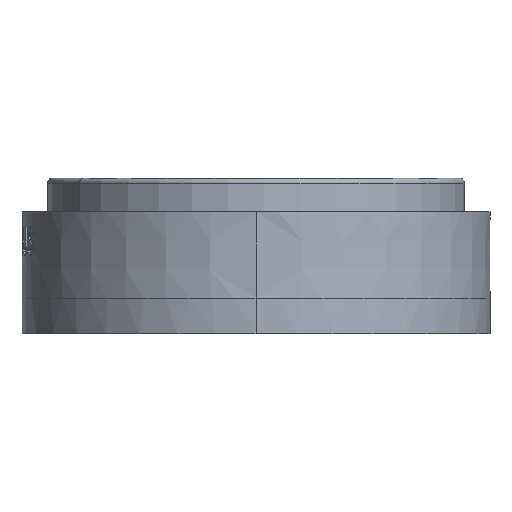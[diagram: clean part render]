
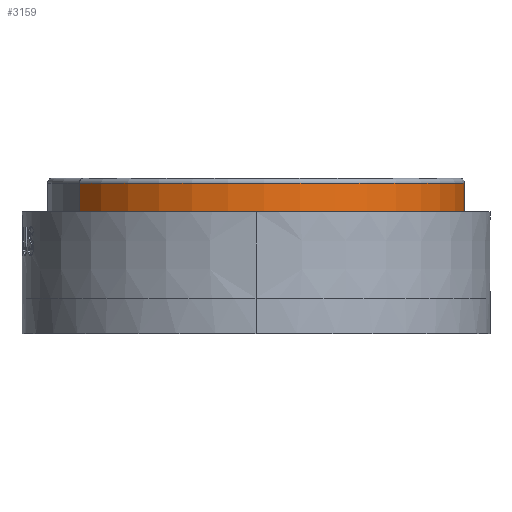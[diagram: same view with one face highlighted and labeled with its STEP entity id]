
A CAD part, left-side view. The second image highlights one B-rep face of the part: STEP entity #3159.
In plain terms, the highlighted cylindrical face has radius 435 mm (diameter 870 mm), a partial arc.
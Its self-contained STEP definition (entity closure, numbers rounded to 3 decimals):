
#174 = AXIS2_PLACEMENT_3D ( 'NONE', #22458, #13492, #3228 ) ;
#244 = ORIENTED_EDGE ( 'NONE', *, *, #22403, .F. ) ;
#879 = DIRECTION ( 'NONE',  ( -0.533, 0.846, 0. ) ) ;
#1277 = CIRCLE ( 'NONE', #174, 435. ) ;
#1491 = EDGE_CURVE ( 'NONE', #8688, #17416, #12718, .T. ) ;
#2363 = VERTEX_POINT ( 'NONE', #7856 ) ;
#2528 = DIRECTION ( 'NONE',  ( -0.533, 0.846, 0. ) ) ;
#3159 = ADVANCED_FACE ( 'NONE', ( #18276 ), #7670, .T. ) ;
#3228 = DIRECTION ( 'NONE',  ( -0.533, 0.846, 0. ) ) ;
#4391 = CARTESIAN_POINT ( 'NONE',  ( 231.649, -368.19, 180. ) ) ;
#5013 = AXIS2_PLACEMENT_3D ( 'NONE', #19880, #13092, #879 ) ;
#5393 = LINE ( 'NONE', #6893, #19680 ) ;
#5621 = DIRECTION ( 'NONE',  ( 0., 0., -1. ) ) ;
#6325 = ORIENTED_EDGE ( 'NONE', *, *, #1491, .F. ) ;
#6526 = EDGE_CURVE ( 'NONE', #15754, #17416, #20879, .T. ) ;
#6893 = CARTESIAN_POINT ( 'NONE',  ( 231.649, -368.19, 180. ) ) ;
#7012 = DIRECTION ( 'NONE',  ( 0., 0., -1. ) ) ;
#7670 = CYLINDRICAL_SURFACE ( 'NONE', #5013, 435. ) ;
#7856 = CARTESIAN_POINT ( 'NONE',  ( 231.649, -368.19, 240. ) ) ;
#8688 = VERTEX_POINT ( 'NONE', #4391 ) ;
#10804 = CARTESIAN_POINT ( 'NONE',  ( -231.649, 368.19, 240. ) ) ;
#12013 = CARTESIAN_POINT ( 'NONE',  ( -231.649, 368.19, 180. ) ) ;
#12718 = CIRCLE ( 'NONE', #21166, 435. ) ;
#12890 = CARTESIAN_POINT ( 'NONE',  ( 0., 0., 180. ) ) ;
#13092 = DIRECTION ( 'NONE',  ( 0., 0., -1. ) ) ;
#13492 = DIRECTION ( 'NONE',  ( 0., 0., -1. ) ) ;
#14892 = CARTESIAN_POINT ( 'NONE',  ( -231.649, 368.19, 180. ) ) ;
#14989 = VECTOR ( 'NONE', #20991, 1000. ) ;
#15754 = VERTEX_POINT ( 'NONE', #10804 ) ;
#17416 = VERTEX_POINT ( 'NONE', #14892 ) ;
#18276 = FACE_OUTER_BOUND ( 'NONE', #21253, .T. ) ;
#19680 = VECTOR ( 'NONE', #7012, 1000. ) ;
#19880 = CARTESIAN_POINT ( 'NONE',  ( 0., 0., 180. ) ) ;
#20040 = ORIENTED_EDGE ( 'NONE', *, *, #6526, .T. ) ;
#20790 = EDGE_CURVE ( 'NONE', #2363, #15754, #1277, .T. ) ;
#20879 = LINE ( 'NONE', #12013, #14989 ) ;
#20991 = DIRECTION ( 'NONE',  ( 0., 0., -1. ) ) ;
#21166 = AXIS2_PLACEMENT_3D ( 'NONE', #12890, #5621, #2528 ) ;
#21253 = EDGE_LOOP ( 'NONE', ( #244, #22738, #20040, #6325 ) ) ;
#22403 = EDGE_CURVE ( 'NONE', #2363, #8688, #5393, .T. ) ;
#22458 = CARTESIAN_POINT ( 'NONE',  ( 0., 0., 240. ) ) ;
#22738 = ORIENTED_EDGE ( 'NONE', *, *, #20790, .T. ) ;
